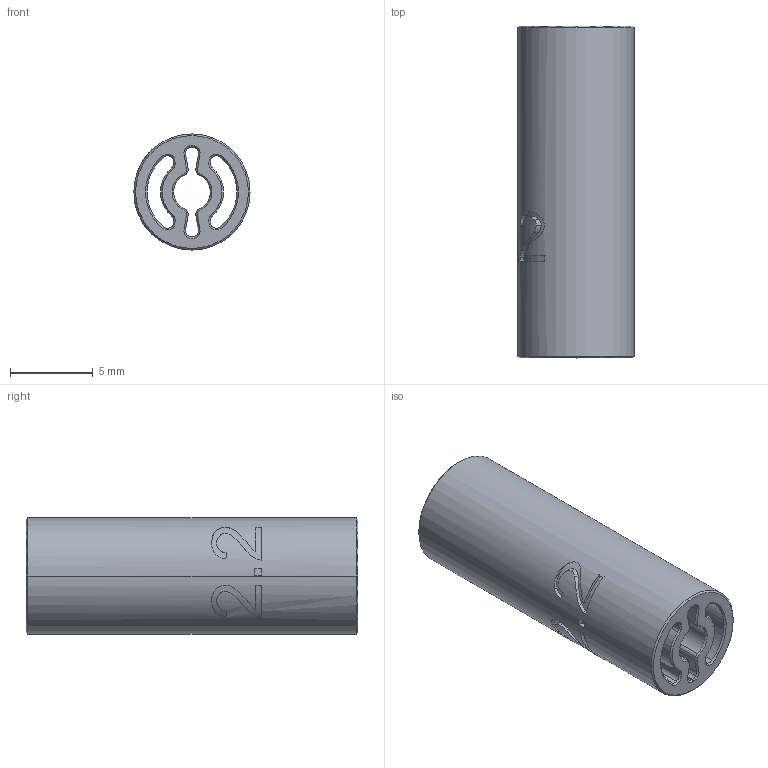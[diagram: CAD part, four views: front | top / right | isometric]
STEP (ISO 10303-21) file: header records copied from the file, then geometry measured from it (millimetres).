
FILE_DESCRIPTION (( 'STEP AP214' ), '1' );
FILE_NAME ('Motor_Pulley.STEP', '2026-01-07T19:39:51', ( '' ), ( '' ), 'SwSTEP 2.0', 'SolidWorks 2025', '' );
FILE_SCHEMA (( 'AUTOMOTIVE_DESIGN' ));
Length unit declared in the file: millimetre
Products named in the file (1): Motor_Pulley
Bounding box: 7 x 20 x 7 mm (x, y, z)
Volume: 504.4 mm3; surface area: 1177.4 mm2
Topology: 1 solids, 1 shells, 221 faces, 536 edges, 320 vertices
Faces by surface type: cone 96, cylinder 51, plane 38, bspline 36
Entity records: 7914 total; most frequent: CARTESIAN_POINT 2843, ORIENTED_EDGE 1072, DIRECTION 1036, EDGE_CURVE 536, AXIS2_PLACEMENT_3D 390, VERTEX_POINT 320, VECTOR 256, LINE 256
